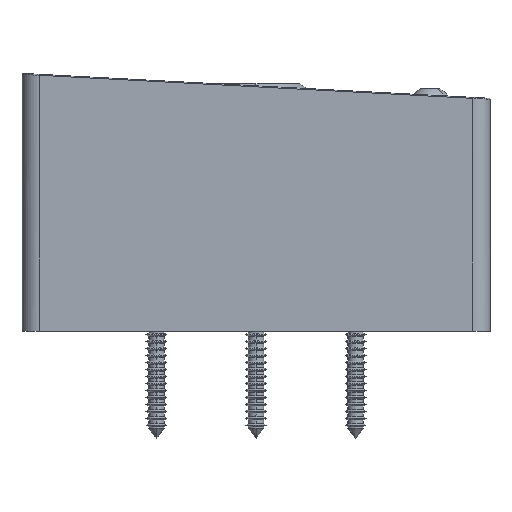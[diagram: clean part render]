
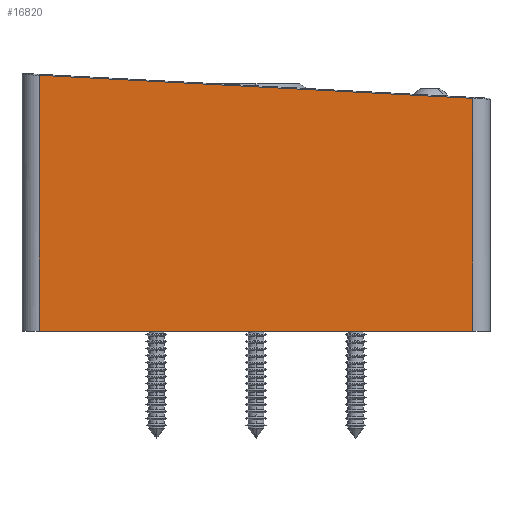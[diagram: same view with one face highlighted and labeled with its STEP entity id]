
A CAD part, left-side view. The second image highlights one B-rep face of the part: STEP entity #16820.
In plain terms, the highlighted planar face has unit normal (-1, 0, 0).
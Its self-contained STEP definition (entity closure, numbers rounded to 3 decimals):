
#392 = DIRECTION ( 'NONE',  ( 0., 0., -1. ) ) ;
#1295 = EDGE_CURVE ( 'NONE', #11623, #24124, #10206, .T. ) ;
#1467 = PLANE ( 'NONE',  #9724 ) ;
#1756 = VECTOR ( 'NONE', #392, 1000. ) ;
#2657 = VERTEX_POINT ( 'NONE', #23025 ) ;
#4802 = ORIENTED_EDGE ( 'NONE', *, *, #1295, .T. ) ;
#6345 = CARTESIAN_POINT ( 'NONE',  ( -19.15, -43.5, 0. ) ) ;
#6373 = CARTESIAN_POINT ( 'NONE',  ( -19.15, 43.5, 53. ) ) ;
#6456 = LINE ( 'NONE', #14292, #17668 ) ;
#7057 = EDGE_CURVE ( 'NONE', #24124, #2657, #6456, .T. ) ;
#7263 = CARTESIAN_POINT ( 'NONE',  ( -19.15, 43.511, 51.414 ) ) ;
#9509 = DIRECTION ( 'NONE',  ( 0., 1., 0. ) ) ;
#9724 = AXIS2_PLACEMENT_3D ( 'NONE', #6373, #22736, #9509 ) ;
#10206 = LINE ( 'NONE', #7263, #12792 ) ;
#11393 = LINE ( 'NONE', #14519, #1756 ) ;
#11623 = VERTEX_POINT ( 'NONE', #15895 ) ;
#11938 = FACE_OUTER_BOUND ( 'NONE', #29168, .T. ) ;
#12792 = VECTOR ( 'NONE', #23436, 1000. ) ;
#14292 = CARTESIAN_POINT ( 'NONE',  ( -19.15, 43.5, 53. ) ) ;
#14451 = VERTEX_POINT ( 'NONE', #6345 ) ;
#14519 = CARTESIAN_POINT ( 'NONE',  ( -19.15, -43.5, 53. ) ) ;
#14889 = ORIENTED_EDGE ( 'NONE', *, *, #7057, .T. ) ;
#15271 = ORIENTED_EDGE ( 'NONE', *, *, #33638, .F. ) ;
#15895 = CARTESIAN_POINT ( 'NONE',  ( -19.15, -43.5, 46.786 ) ) ;
#16157 = LINE ( 'NONE', #20850, #29489 ) ;
#16820 = ADVANCED_FACE ( 'NONE', ( #11938 ), #1467, .F. ) ;
#17668 = VECTOR ( 'NONE', #25236, 1000. ) ;
#18254 = DIRECTION ( 'NONE',  ( 0., -1., 0. ) ) ;
#18811 = CARTESIAN_POINT ( 'NONE',  ( -19.15, 43.5, 51.414 ) ) ;
#19601 = EDGE_CURVE ( 'NONE', #2657, #14451, #16157, .T. ) ;
#20850 = CARTESIAN_POINT ( 'NONE',  ( -19.15, 43.5, 0. ) ) ;
#22736 = DIRECTION ( 'NONE',  ( 1., 0., 0. ) ) ;
#23025 = CARTESIAN_POINT ( 'NONE',  ( -19.15, 43.5, 0. ) ) ;
#23436 = DIRECTION ( 'NONE',  ( 0., 0.999, 0.053 ) ) ;
#24124 = VERTEX_POINT ( 'NONE', #18811 ) ;
#24276 = ORIENTED_EDGE ( 'NONE', *, *, #19601, .T. ) ;
#25236 = DIRECTION ( 'NONE',  ( 0., 0., -1. ) ) ;
#29168 = EDGE_LOOP ( 'NONE', ( #15271, #4802, #14889, #24276 ) ) ;
#29489 = VECTOR ( 'NONE', #18254, 1000. ) ;
#33638 = EDGE_CURVE ( 'NONE', #11623, #14451, #11393, .T. ) ;
